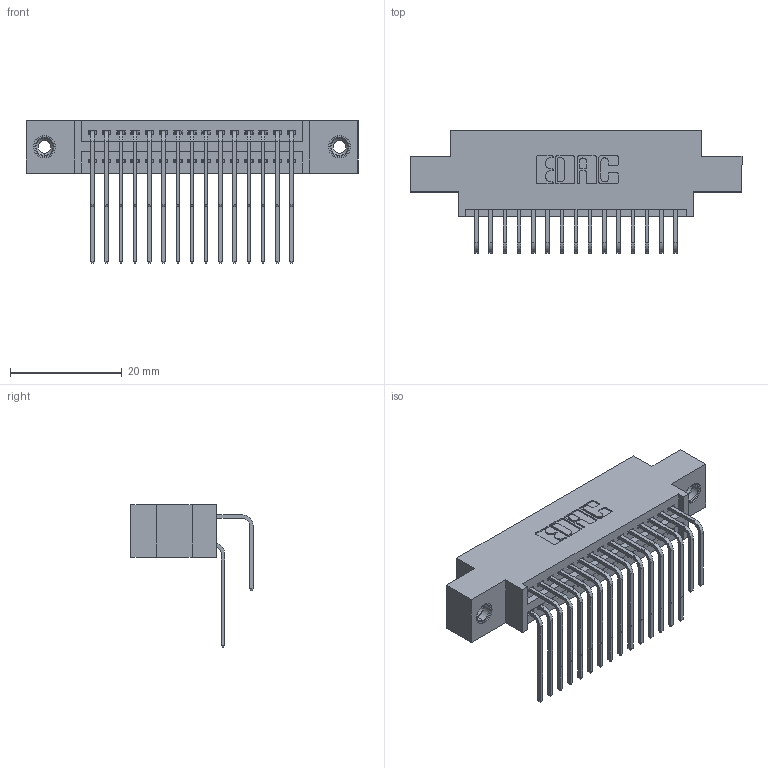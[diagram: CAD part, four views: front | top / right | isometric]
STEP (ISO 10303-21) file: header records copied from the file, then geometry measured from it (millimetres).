
FILE_DESCRIPTION (( 'STEP AP203' ), '1' );
FILE_NAME ('345-030-558-808.STEP', '2019-10-28T02:48:53', ( '' ), ( '' ), 'SwSTEP 2.0', 'SolidWorks 2016', '' );
FILE_SCHEMA (( 'CONFIG_CONTROL_DESIGN' ));
Length unit declared in the file: inch
Products named in the file (5): 345 Part_0.170 Offset - 0.156 Dia-TI; 345-292-001_558 559 Tail - 1; 345-030-558-808; 345-250-001_345-250-003-102; 345-292-001_558 Tail - 2
Assembly tree (33 placements, depth 2):
  345-030-558-808
    345 Part_0.170 Offset - 0.156 Dia-TI
    345-292-001_558 559 Tail - 1  x15
    345-292-001_558 Tail - 2  x15
    345-250-001_345-250-003-102  x2
Bounding box: 59.31 x 21.83 x 25.53 mm (x, y, z)
Volume: 5563.9 mm3; surface area: 8672.1 mm2
Topology: 33 solids, 33 shells, 1750 faces, 5139 edges, 3378 vertices
Faces by surface type: plane 1166, cylinder 568, cone 12, torus 4
Entity records: 18374 total; most frequent: CARTESIAN_POINT 3134, ORIENTED_EDGE 3010, DIRECTION 2795, EDGE_CURVE 1505, LINE 1253, VECTOR 1253, VERTEX_POINT 996, AXIS2_PLACEMENT_3D 771
